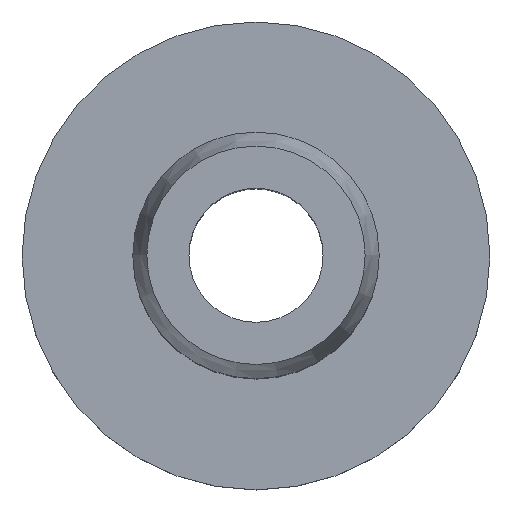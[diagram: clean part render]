
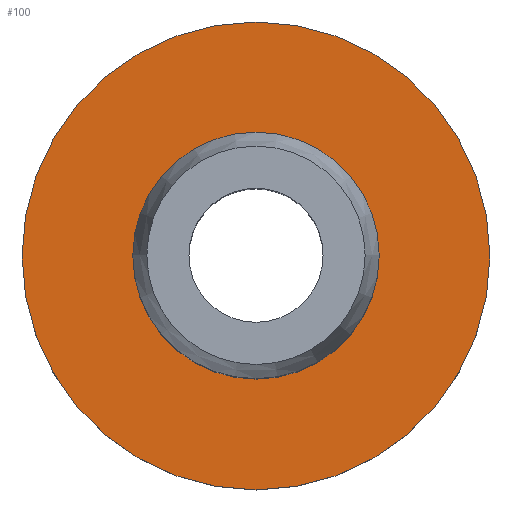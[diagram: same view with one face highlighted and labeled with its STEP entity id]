
A CAD part, top view. The second image highlights one B-rep face of the part: STEP entity #100.
In plain terms, the highlighted planar face has unit normal (0, 0, 1).
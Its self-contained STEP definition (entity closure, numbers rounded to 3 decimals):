
#19=FACE_BOUND('',#36,.T.);
#22=PLANE('',#125);
#27=FACE_OUTER_BOUND('',#35,.T.);
#35=EDGE_LOOP('',(#84));
#36=EDGE_LOOP('',(#85));
#52=CIRCLE('',#124,3.95);
#53=CIRCLE('',#126,7.5);
#59=VERTEX_POINT('',#177);
#60=VERTEX_POINT('',#181);
#68=EDGE_CURVE('',#59,#59,#52,.F.);
#69=EDGE_CURVE('',#60,#60,#53,.T.);
#84=ORIENTED_EDGE('',*,*,#69,.F.);
#85=ORIENTED_EDGE('',*,*,#68,.T.);
#100=ADVANCED_FACE('',(#27,#19),#22,.F.);
#124=AXIS2_PLACEMENT_3D('',#179,#148,#149);
#125=AXIS2_PLACEMENT_3D('',#180,#150,#151);
#126=AXIS2_PLACEMENT_3D('',#182,#152,#153);
#148=DIRECTION('center_axis',(0.,0.,
1.));
#149=DIRECTION('ref_axis',(-1.,0.,0.));
#150=DIRECTION('center_axis',(0.,0.,
-1.));
#151=DIRECTION('ref_axis',(-1.,0.,0.));
#152=DIRECTION('center_axis',(0.,0.,
-1.));
#153=DIRECTION('ref_axis',(-1.,0.,0.));
#177=CARTESIAN_POINT('',(96.45,97.,-185.));
#179=CARTESIAN_POINT('Origin',(92.5,97.,-185.));
#180=CARTESIAN_POINT('Origin',(92.5,97.,-185.));
#181=CARTESIAN_POINT('',(100.,97.,-185.));
#182=CARTESIAN_POINT('Origin',(92.5,97.,-185.));
